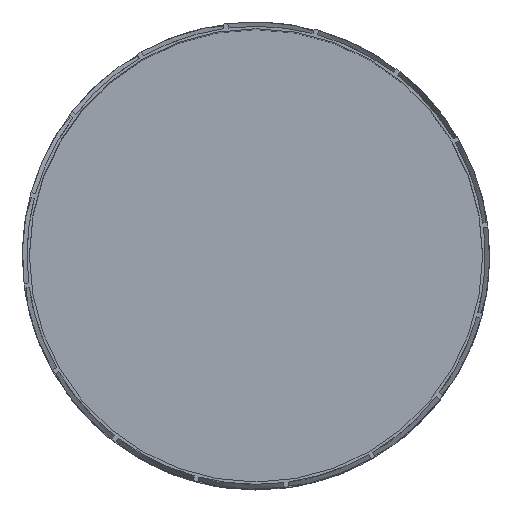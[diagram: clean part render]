
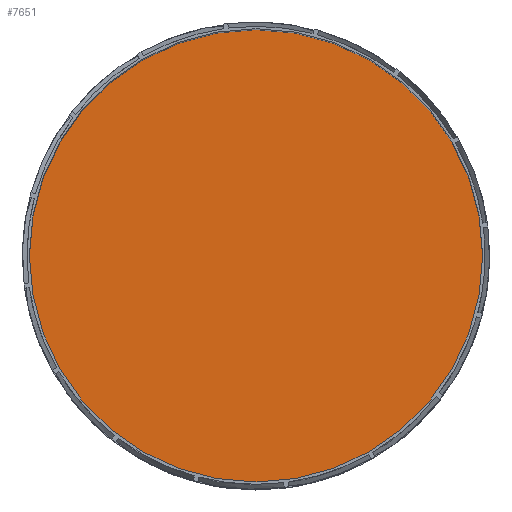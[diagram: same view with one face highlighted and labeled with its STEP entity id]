
A CAD part, top view. The second image highlights one B-rep face of the part: STEP entity #7651.
In plain terms, the highlighted planar face has unit normal (0, 0, 1).
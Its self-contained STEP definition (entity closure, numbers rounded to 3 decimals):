
#5180 = CYLINDRICAL_SURFACE('',#5181,48.5);
#5181 = AXIS2_PLACEMENT_3D('',#5182,#5183,#5184);
#5182 = CARTESIAN_POINT('',(0.,0.,123.)
  );
#5183 = DIRECTION('',(0.,0.,1.));
#5184 = DIRECTION('',(1.,0.,0.));
#7601 = VERTEX_POINT('',#7602);
#7602 = CARTESIAN_POINT('',(48.5,0.,3.));
#7623 = EDGE_CURVE('',#7601,#7601,#7624,.T.);
#7624 = SURFACE_CURVE('',#7625,(#7630,#7637),.PCURVE_S1.);
#7625 = CIRCLE('',#7626,48.5);
#7626 = AXIS2_PLACEMENT_3D('',#7627,#7628,#7629);
#7627 = CARTESIAN_POINT('',(0.,0.,3.));
#7628 = DIRECTION('',(0.,0.,1.));
#7629 = DIRECTION('',(1.,0.,0.));
#7630 = PCURVE('',#5180,#7631);
#7631 = DEFINITIONAL_REPRESENTATION('',(#7632),#7636);
#7632 = LINE('',#7633,#7634);
#7633 = CARTESIAN_POINT('',(0.,-120.));
#7634 = VECTOR('',#7635,1.);
#7635 = DIRECTION('',(1.,0.));
#7636 = ( GEOMETRIC_REPRESENTATION_CONTEXT(2) 
PARAMETRIC_REPRESENTATION_CONTEXT() REPRESENTATION_CONTEXT('2D SPACE',''
  ) );
#7637 = PCURVE('',#7638,#7643);
#7638 = PLANE('',#7639);
#7639 = AXIS2_PLACEMENT_3D('',#7640,#7641,#7642);
#7640 = CARTESIAN_POINT('',(0.,0.,3.));
#7641 = DIRECTION('',(0.,0.,1.));
#7642 = DIRECTION('',(0.,1.,0.));
#7643 = DEFINITIONAL_REPRESENTATION('',(#7644),#7648);
#7644 = CIRCLE('',#7645,48.5);
#7645 = AXIS2_PLACEMENT_2D('',#7646,#7647);
#7646 = CARTESIAN_POINT('',(0.,0.));
#7647 = DIRECTION('',(0.,-1.));
#7648 = ( GEOMETRIC_REPRESENTATION_CONTEXT(2) 
PARAMETRIC_REPRESENTATION_CONTEXT() REPRESENTATION_CONTEXT('2D SPACE',''
  ) );
#7651 = ADVANCED_FACE('',(#7652),#7638,.T.);
#7652 = FACE_BOUND('',#7653,.T.);
#7653 = EDGE_LOOP('',(#7654));
#7654 = ORIENTED_EDGE('',*,*,#7623,.T.);
